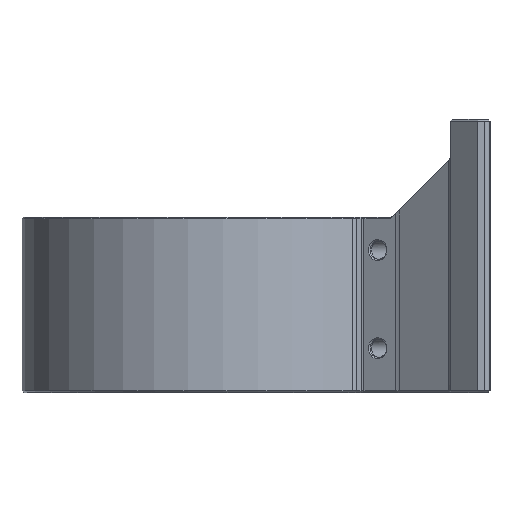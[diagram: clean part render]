
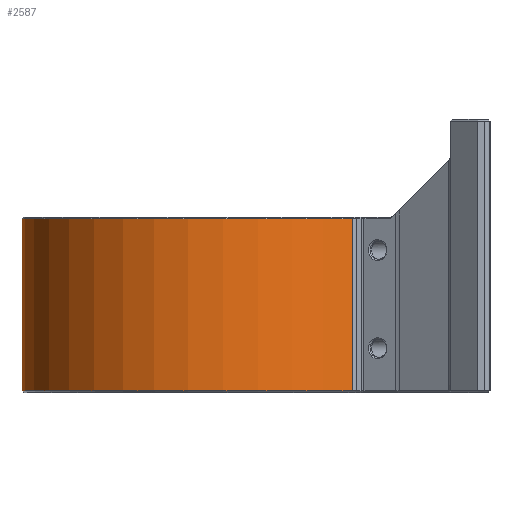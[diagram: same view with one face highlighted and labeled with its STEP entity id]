
A CAD part, left-side view. The second image highlights one B-rep face of the part: STEP entity #2587.
In plain terms, the highlighted cylindrical face has radius 30.9 mm (diameter 61.8 mm), a partial arc.
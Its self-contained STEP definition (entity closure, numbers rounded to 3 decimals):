
#52=CIRCLE('',#2745,30.9);
#84=CIRCLE('',#2810,30.9);
#211=CYLINDRICAL_SURFACE('',#2842,30.9);
#396=FACE_OUTER_BOUND('',#571,.T.);
#571=EDGE_LOOP('',(#2076,#2077,#2078,#2079,#2080,#2081,#2082,#2083));
#682=B_SPLINE_CURVE_WITH_KNOTS('',3,(#4452,#4453,#4454,#4455,#4456,#4457,
#4458,#4459,#4460,#4461,#4462,#4463,#4464,#4465,#4466),.UNSPECIFIED.,.F.,
 .F.,(4,1,1,1,1,1,1,1,1,1,1,1,4),(-1.15,-0.986,
-0.822,-0.781,-0.739,-0.698,
-0.657,-0.575,-0.534,-0.493,
-0.329,-0.164,0.),
 .UNSPECIFIED.);
#683=B_SPLINE_CURVE_WITH_KNOTS('',3,(#4469,#4470,#4471,#4472,#4473,#4474,
#4475,#4476,#4477,#4478,#4479,#4480,#4481,#4482,#4483),.UNSPECIFIED.,.F.,
 .F.,(4,1,1,1,1,1,1,1,1,1,1,1,4),(-1.15,-0.986,
-0.822,-0.781,-0.739,-0.698,
-0.657,-0.575,-0.534,-0.493,
-0.329,-0.164,0.),
 .UNSPECIFIED.);
#865=LINE('',#4435,#1037);
#866=LINE('',#4450,#1038);
#867=LINE('',#4468,#1039);
#868=LINE('',#4484,#1040);
#1037=VECTOR('',#3428,6.);
#1038=VECTOR('',#3431,6.);
#1039=VECTOR('',#3432,6.);
#1040=VECTOR('',#3433,10.);
#1142=VERTEX_POINT('',#4092);
#1143=VERTEX_POINT('',#4096);
#1192=VERTEX_POINT('',#4262);
#1194=VERTEX_POINT('',#4269);
#1229=VERTEX_POINT('',#4434);
#1231=VERTEX_POINT('',#4449);
#1232=VERTEX_POINT('',#4451);
#1233=VERTEX_POINT('',#4467);
#1404=EDGE_CURVE('',#1143,#1142,#52,.T.);
#1486=EDGE_CURVE('',#1194,#1192,#84,.T.);
#1544=EDGE_CURVE('',#1229,#1192,#865,.T.);
#1547=EDGE_CURVE('',#1143,#1231,#866,.T.);
#1548=EDGE_CURVE('',#1231,#1232,#682,.T.);
#1549=EDGE_CURVE('',#1232,#1233,#867,.T.);
#1550=EDGE_CURVE('',#1233,#1229,#683,.T.);
#1551=EDGE_CURVE('',#1142,#1194,#868,.T.);
#2076=ORIENTED_EDGE('',*,*,#1404,.F.);
#2077=ORIENTED_EDGE('',*,*,#1547,.T.);
#2078=ORIENTED_EDGE('',*,*,#1548,.T.);
#2079=ORIENTED_EDGE('',*,*,#1549,.T.);
#2080=ORIENTED_EDGE('',*,*,#1550,.T.);
#2081=ORIENTED_EDGE('',*,*,#1544,.T.);
#2082=ORIENTED_EDGE('',*,*,#1486,.F.);
#2083=ORIENTED_EDGE('',*,*,#1551,.F.);
#2587=ADVANCED_FACE('',(#396),#211,.T.);
#2745=AXIS2_PLACEMENT_3D('',#4098,#3154,#3155);
#2810=AXIS2_PLACEMENT_3D('',#4271,#3329,#3330);
#2842=AXIS2_PLACEMENT_3D('',#4448,#3429,#3430);
#3154=DIRECTION('center_axis',(0.,0.,1.));
#3155=DIRECTION('ref_axis',(1.,0.,0.));
#3329=DIRECTION('center_axis',(0.,0.,-1.));
#3330=DIRECTION('ref_axis',(1.,0.,0.));
#3428=DIRECTION('',(0.,0.,-1.));
#3429=DIRECTION('center_axis',(0.,0.,-1.));
#3430=DIRECTION('ref_axis',(0.565,0.825,0.));
#3431=DIRECTION('',(0.,0.,-1.));
#3432=DIRECTION('',(0.,0.,-1.));
#3433=DIRECTION('',(0.,0.,-1.));
#4092=CARTESIAN_POINT('',(46.91,-19.598,24.8));
#4096=CARTESIAN_POINT('',(61.162,-29.359,24.8));
#4098=CARTESIAN_POINT('Origin',(70.8,0.,24.8));
#4262=CARTESIAN_POINT('',(61.162,-29.359,-1.5));
#4269=CARTESIAN_POINT('',(46.91,-19.598,-1.5));
#4271=CARTESIAN_POINT('Origin',(70.8,0.,-1.5));
#4434=CARTESIAN_POINT('',(61.162,-29.359,2.524));
#4435=CARTESIAN_POINT('',(61.162,-29.359,0.));
#4448=CARTESIAN_POINT('Origin',(70.8,0.,0.));
#4449=CARTESIAN_POINT('',(61.162,-29.359,22.476));
#4450=CARTESIAN_POINT('',(61.162,-29.359,0.));
#4451=CARTESIAN_POINT('',(61.162,-29.359,17.524));
#4452=CARTESIAN_POINT('Ctrl Pts',(61.162,-29.359,22.476));
#4453=CARTESIAN_POINT('Ctrl Pts',(61.681,-29.529,22.401));
#4454=CARTESIAN_POINT('Ctrl Pts',(62.723,-29.84,22.211));
#4455=CARTESIAN_POINT('Ctrl Pts',(63.884,-30.122,21.86));
#4456=CARTESIAN_POINT('Ctrl Pts',(64.616,-30.276,21.509));
#4457=CARTESIAN_POINT('Ctrl Pts',(64.967,-30.345,21.302));
#4458=CARTESIAN_POINT('Ctrl Pts',(65.294,-30.406,21.056));
#4459=CARTESIAN_POINT('Ctrl Pts',(65.678,-30.473,20.669));
#4460=CARTESIAN_POINT('Ctrl Pts',(65.912,-30.511,20.14));
#4461=CARTESIAN_POINT('Ctrl Pts',(65.798,-30.493,19.588));
#4462=CARTESIAN_POINT('Ctrl Pts',(65.358,-30.419,18.885));
#4463=CARTESIAN_POINT('Ctrl Pts',(64.255,-30.213,18.26));
#4464=CARTESIAN_POINT('Ctrl Pts',(62.728,-29.841,17.786));
#4465=CARTESIAN_POINT('Ctrl Pts',(61.681,-29.529,17.599));
#4466=CARTESIAN_POINT('Ctrl Pts',(61.162,-29.359,17.524));
#4467=CARTESIAN_POINT('',(61.162,-29.359,7.476));
#4468=CARTESIAN_POINT('',(61.162,-29.359,0.));
#4469=CARTESIAN_POINT('Ctrl Pts',(61.162,-29.359,7.476));
#4470=CARTESIAN_POINT('Ctrl Pts',(61.681,-29.529,7.401));
#4471=CARTESIAN_POINT('Ctrl Pts',(62.723,-29.84,7.211));
#4472=CARTESIAN_POINT('Ctrl Pts',(63.884,-30.121,6.86));
#4473=CARTESIAN_POINT('Ctrl Pts',(64.616,-30.275,6.509));
#4474=CARTESIAN_POINT('Ctrl Pts',(64.967,-30.345,6.302));
#4475=CARTESIAN_POINT('Ctrl Pts',(65.294,-30.406,6.056));
#4476=CARTESIAN_POINT('Ctrl Pts',(65.678,-30.473,5.669));
#4477=CARTESIAN_POINT('Ctrl Pts',(65.912,-30.511,5.14));
#4478=CARTESIAN_POINT('Ctrl Pts',(65.798,-30.493,4.588));
#4479=CARTESIAN_POINT('Ctrl Pts',(65.358,-30.419,3.885));
#4480=CARTESIAN_POINT('Ctrl Pts',(64.255,-30.213,3.26));
#4481=CARTESIAN_POINT('Ctrl Pts',(62.728,-29.841,2.786));
#4482=CARTESIAN_POINT('Ctrl Pts',(61.681,-29.529,2.599));
#4483=CARTESIAN_POINT('Ctrl Pts',(61.162,-29.359,2.524));
#4484=CARTESIAN_POINT('',(46.91,-19.598,0.));
